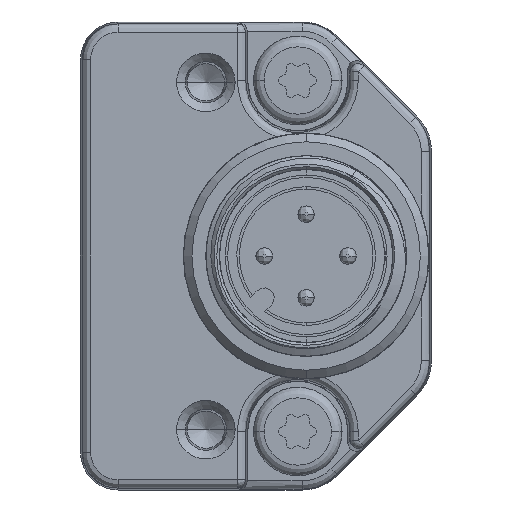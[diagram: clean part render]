
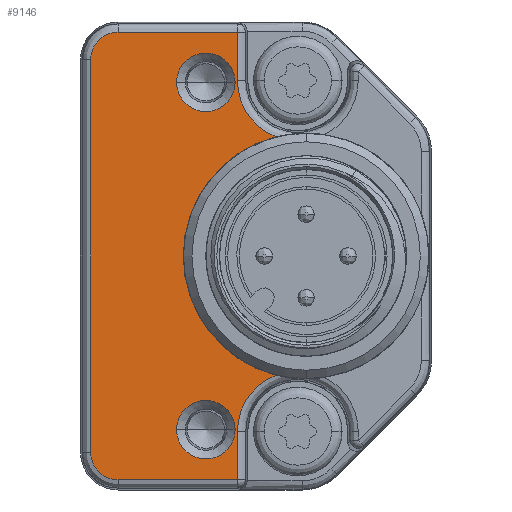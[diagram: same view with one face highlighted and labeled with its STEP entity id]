
A CAD part, left-side view. The second image highlights one B-rep face of the part: STEP entity #9146.
In plain terms, the highlighted planar face has unit normal (-1, 0, 0).
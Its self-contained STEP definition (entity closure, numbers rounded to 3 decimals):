
#558=CARTESIAN_POINT('',(-13.,9.297,-7.127));
#682=CARTESIAN_POINT('',(-13.,9.297,7.127));
#705=CARTESIAN_POINT('',(-13.,8.,-10.5));
#706=DIRECTION('',(1.,0.,0.));
#707=DIRECTION('',(0.,1.,0.));
#708=AXIS2_PLACEMENT_3D('',#705,#706,#707);
#710=DIRECTION('',(0.,0.,1.));
#711=VECTOR('',#710,2.891);
#712=CARTESIAN_POINT('',(-13.,11.614,-13.391));
#713=LINE('',#712,#711);
#714=DIRECTION('',(0.,-1.,0.));
#715=VECTOR('',#714,7.136);
#716=CARTESIAN_POINT('',(-13.,18.75,-13.391));
#717=LINE('',#716,#715);
#718=CARTESIAN_POINT('',(-13.,18.75,-11.75));
#719=DIRECTION('',(-1.,0.,0.));
#720=DIRECTION('',(0.,1.,0.));
#721=AXIS2_PLACEMENT_3D('',#718,#719,#720);
#723=DIRECTION('',(0.,0.,-1.));
#724=VECTOR('',#723,23.5);
#725=CARTESIAN_POINT('',(-13.,20.391,11.75));
#726=LINE('',#725,#724);
#727=CARTESIAN_POINT('',(-13.,18.75,11.75));
#728=DIRECTION('',(-1.,0.,0.));
#729=DIRECTION('',(0.,0.,1.));
#730=AXIS2_PLACEMENT_3D('',#727,#728,#729);
#732=DIRECTION('',(0.,1.,0.));
#733=VECTOR('',#732,7.136);
#734=CARTESIAN_POINT('',(-13.,11.614,13.391));
#735=LINE('',#734,#733);
#736=DIRECTION('',(0.,0.,1.));
#737=VECTOR('',#736,2.891);
#738=CARTESIAN_POINT('',(-13.,11.614,10.5));
#739=LINE('',#738,#737);
#740=CARTESIAN_POINT('',(-13.,8.,10.5));
#741=DIRECTION('',(1.,0.,0.));
#742=DIRECTION('',(0.,0.359,-0.933));
#743=AXIS2_PLACEMENT_3D('',#740,#741,#742);
#745=CARTESIAN_POINT('',(-13.,7.5,0.));
#746=DIRECTION('',(-1.,0.,0.));
#747=DIRECTION('',(0.,0.244,0.97));
#748=AXIS2_PLACEMENT_3D('',#745,#746,#747);
#750=CARTESIAN_POINT('',(-13.,13.5,-10.392));
#751=DIRECTION('',(1.,0.,0.));
#752=DIRECTION('',(0.,1.,0.));
#753=AXIS2_PLACEMENT_3D('',#750,#751,#752);
#755=CARTESIAN_POINT('',(-13.,13.5,-10.392));
#756=DIRECTION('',(1.,0.,0.));
#757=DIRECTION('',(0.,-1.,0.));
#758=AXIS2_PLACEMENT_3D('',#755,#756,#757);
#760=CARTESIAN_POINT('',(-13.,13.5,10.392));
#761=DIRECTION('',(1.,0.,0.));
#762=DIRECTION('',(0.,1.,0.));
#763=AXIS2_PLACEMENT_3D('',#760,#761,#762);
#765=CARTESIAN_POINT('',(-13.,13.5,10.392));
#766=DIRECTION('',(1.,0.,0.));
#767=DIRECTION('',(0.,-1.,0.));
#768=AXIS2_PLACEMENT_3D('',#765,#766,#767);
#7317=VERTEX_POINT('',#558);
#7318=VERTEX_POINT('',#682);
#7351=CARTESIAN_POINT('',(-13.,20.391,-11.75));
#7352=CARTESIAN_POINT('',(-13.,18.75,-13.391));
#7353=VERTEX_POINT('',#7351);
#7354=VERTEX_POINT('',#7352);
#7359=CARTESIAN_POINT('',(-13.,20.391,11.75));
#7360=VERTEX_POINT('',#7359);
#7363=CARTESIAN_POINT('',(-13.,18.75,13.391));
#7364=VERTEX_POINT('',#7363);
#7401=CARTESIAN_POINT('',(-13.,11.614,-10.5));
#7402=VERTEX_POINT('',#7401);
#7403=CARTESIAN_POINT('',(-13.,11.614,-13.391));
#7404=VERTEX_POINT('',#7403);
#7421=CARTESIAN_POINT('',(-13.,11.614,10.5));
#7422=VERTEX_POINT('',#7421);
#7423=CARTESIAN_POINT('',(-13.,11.614,13.391));
#7424=VERTEX_POINT('',#7423);
#7500=CARTESIAN_POINT('',(-13.,15.25,-10.392));
#7501=CARTESIAN_POINT('',(-13.,11.75,-10.392));
#7502=VERTEX_POINT('',#7500);
#7503=VERTEX_POINT('',#7501);
#7504=CARTESIAN_POINT('',(-13.,15.25,10.392));
#7505=CARTESIAN_POINT('',(-13.,11.75,10.392));
#7506=VERTEX_POINT('',#7504);
#7507=VERTEX_POINT('',#7505);
#9111=CARTESIAN_POINT('',(-13.,0.,0.));
#9112=DIRECTION('',(-1.,0.,0.));
#9113=DIRECTION('',(0.,0.,1.));
#9114=AXIS2_PLACEMENT_3D('',#9111,#9112,#9113);
#9115=PLANE('',#9114);
#9116=ORIENTED_EDGE('',*,*,#8959,.F.);
#9118=ORIENTED_EDGE('',*,*,#9117,.F.);
#9120=ORIENTED_EDGE('',*,*,#9119,.F.);
#9122=ORIENTED_EDGE('',*,*,#9121,.F.);
#9124=ORIENTED_EDGE('',*,*,#9123,.F.);
#9126=ORIENTED_EDGE('',*,*,#9125,.F.);
#9128=ORIENTED_EDGE('',*,*,#9127,.F.);
#9129=ORIENTED_EDGE('',*,*,#9102,.F.);
#9130=ORIENTED_EDGE('',*,*,#9060,.F.);
#9131=ORIENTED_EDGE('',*,*,#8974,.T.);
#9132=EDGE_LOOP('',(#9116,#9118,#9120,#9122,#9124,#9126,#9128,#9129,#9130,
#9131));
#9133=FACE_OUTER_BOUND('',#9132,.F.);
#9135=ORIENTED_EDGE('',*,*,#9134,.F.);
#9137=ORIENTED_EDGE('',*,*,#9136,.F.);
#9138=EDGE_LOOP('',(#9135,#9137));
#9139=FACE_BOUND('',#9138,.F.);
#9141=ORIENTED_EDGE('',*,*,#9140,.F.);
#9143=ORIENTED_EDGE('',*,*,#9142,.F.);
#9144=EDGE_LOOP('',(#9141,#9143));
#9145=FACE_BOUND('',#9144,.F.);
#9146=ADVANCED_FACE('',(#9133,#9139,#9145),#9115,.T.);
#709=CIRCLE('',#708,3.614);
#722=CIRCLE('',#721,1.641);
#731=CIRCLE('',#730,1.641);
#744=CIRCLE('',#743,3.614);
#749=CIRCLE('',#748,7.35);
#754=CIRCLE('',#753,1.75);
#759=CIRCLE('',#758,1.75);
#764=CIRCLE('',#763,1.75);
#769=CIRCLE('',#768,1.75);
#8959=EDGE_CURVE('',#7402,#7317,#709,.T.);
#8974=EDGE_CURVE('',#7318,#7317,#749,.T.);
#9060=EDGE_CURVE('',#7318,#7422,#744,.T.);
#9102=EDGE_CURVE('',#7422,#7424,#739,.T.);
#9117=EDGE_CURVE('',#7404,#7402,#713,.T.);
#9119=EDGE_CURVE('',#7354,#7404,#717,.T.);
#9121=EDGE_CURVE('',#7353,#7354,#722,.T.);
#9123=EDGE_CURVE('',#7360,#7353,#726,.T.);
#9125=EDGE_CURVE('',#7364,#7360,#731,.T.);
#9127=EDGE_CURVE('',#7424,#7364,#735,.T.);
#9134=EDGE_CURVE('',#7502,#7503,#754,.T.);
#9136=EDGE_CURVE('',#7503,#7502,#759,.T.);
#9140=EDGE_CURVE('',#7506,#7507,#764,.T.);
#9142=EDGE_CURVE('',#7507,#7506,#769,.T.);
